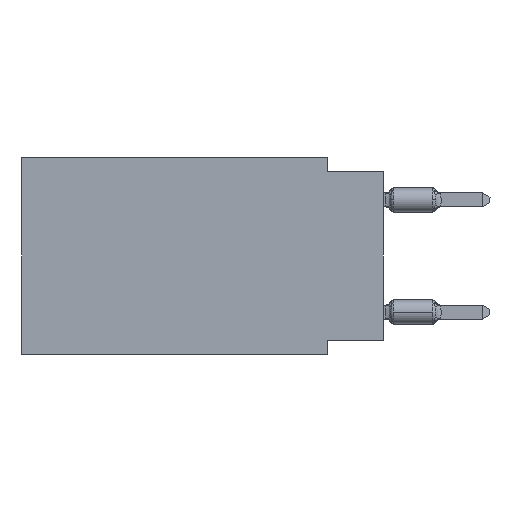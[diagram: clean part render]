
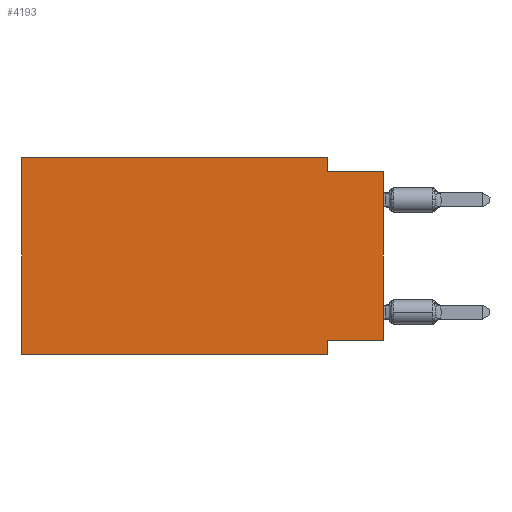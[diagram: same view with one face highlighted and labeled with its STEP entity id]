
A CAD part, left-side view. The second image highlights one B-rep face of the part: STEP entity #4193.
In plain terms, the highlighted planar face has unit normal (-1, 0, 0).
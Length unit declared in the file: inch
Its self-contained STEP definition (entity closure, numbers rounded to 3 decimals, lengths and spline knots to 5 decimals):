
#47 = DIRECTION ( 'NONE',  ( 0., -1., 0. ) ) ;
#739 = EDGE_CURVE ( 'NONE', #13484, #7943, #4487, .T. ) ;
#1125 = EDGE_CURVE ( 'NONE', #12318, #6455, #12033, .T. ) ;
#1195 = VECTOR ( 'NONE', #4594, 39.37008 ) ;
#1416 = LINE ( 'NONE', #1519, #5698 ) ;
#1453 = ORIENTED_EDGE ( 'NONE', *, *, #1125, .F. ) ;
#1464 = VERTEX_POINT ( 'NONE', #16621 ) ;
#1519 = CARTESIAN_POINT ( 'NONE',  ( 0., 0.1, 0. ) ) ;
#2412 = CARTESIAN_POINT ( 'NONE',  ( 0., 0.645, 0. ) ) ;
#2686 = EDGE_CURVE ( 'NONE', #14972, #6455, #7418, .T. ) ;
#2735 = EDGE_CURVE ( 'NONE', #16483, #12318, #1416, .T. ) ;
#3186 = VECTOR ( 'NONE', #10175, 39.37008 ) ;
#3191 = LINE ( 'NONE', #7869, #9720 ) ;
#3464 = ORIENTED_EDGE ( 'NONE', *, *, #2686, .T. ) ;
#4193 = ADVANCED_FACE ( 'NONE', ( #13116 ), #5243, .F. ) ;
#4487 = LINE ( 'NONE', #19918, #1195 ) ;
#4594 = DIRECTION ( 'NONE',  ( 0., -1., 0. ) ) ;
#4831 = CARTESIAN_POINT ( 'NONE',  ( 0., 0.1, -0.35 ) ) ;
#5243 = PLANE ( 'NONE',  #18880 ) ;
#5404 = VECTOR ( 'NONE', #15249, 39.37008 ) ;
#5442 = VECTOR ( 'NONE', #16989, 39.37008 ) ;
#5537 = CARTESIAN_POINT ( 'NONE',  ( 0., 0., -0.325 ) ) ;
#5698 = VECTOR ( 'NONE', #7923, 39.37008 ) ;
#6455 = VERTEX_POINT ( 'NONE', #15638 ) ;
#7418 = LINE ( 'NONE', #14835, #19235 ) ;
#7869 = CARTESIAN_POINT ( 'NONE',  ( 0., 0.645, 0. ) ) ;
#7881 = VERTEX_POINT ( 'NONE', #16947 ) ;
#7923 = DIRECTION ( 'NONE',  ( 0., 0., -1. ) ) ;
#7943 = VERTEX_POINT ( 'NONE', #4831 ) ;
#8024 = VECTOR ( 'NONE', #19177, 39.37008 ) ;
#8303 = CARTESIAN_POINT ( 'NONE',  ( 0., 0.645, -0.35 ) ) ;
#8491 = CARTESIAN_POINT ( 'NONE',  ( 0., 0.1, -0.025 ) ) ;
#9169 = ORIENTED_EDGE ( 'NONE', *, *, #9809, .F. ) ;
#9429 = ORIENTED_EDGE ( 'NONE', *, *, #739, .T. ) ;
#9482 = CARTESIAN_POINT ( 'NONE',  ( 0., 0., -0.325 ) ) ;
#9720 = VECTOR ( 'NONE', #47, 39.37008 ) ;
#9809 = EDGE_CURVE ( 'NONE', #13484, #1464, #14539, .T. ) ;
#10175 = DIRECTION ( 'NONE',  ( 0., 1., 0. ) ) ;
#10830 = CARTESIAN_POINT ( 'NONE',  ( 0., 0., -0.025 ) ) ;
#12033 = LINE ( 'NONE', #10830, #5442 ) ;
#12318 = VERTEX_POINT ( 'NONE', #8491 ) ;
#12370 = EDGE_CURVE ( 'NONE', #14972, #7881, #19361, .T. ) ;
#12389 = ORIENTED_EDGE ( 'NONE', *, *, #13194, .F. ) ;
#13116 = FACE_OUTER_BOUND ( 'NONE', #15547, .T. ) ;
#13123 = CARTESIAN_POINT ( 'NONE',  ( 0., 0.1, 0. ) ) ;
#13160 = LINE ( 'NONE', #14569, #5404 ) ;
#13194 = EDGE_CURVE ( 'NONE', #7881, #7943, #13160, .T. ) ;
#13484 = VERTEX_POINT ( 'NONE', #8303 ) ;
#14539 = LINE ( 'NONE', #2412, #8024 ) ;
#14569 = CARTESIAN_POINT ( 'NONE',  ( 0., 0.1, -0.35 ) ) ;
#14616 = CARTESIAN_POINT ( 'NONE',  ( 0., 0.645, 0. ) ) ;
#14835 = CARTESIAN_POINT ( 'NONE',  ( 0., 0., 0. ) ) ;
#14972 = VERTEX_POINT ( 'NONE', #9482 ) ;
#15249 = DIRECTION ( 'NONE',  ( 0., 0., -1. ) ) ;
#15547 = EDGE_LOOP ( 'NONE', ( #3464, #1453, #18993, #16105, #9169, #9429, #12389, #16049 ) ) ;
#15638 = CARTESIAN_POINT ( 'NONE',  ( 0., 0., -0.025 ) ) ;
#15852 = DIRECTION ( 'NONE',  ( 1., 0., 0. ) ) ;
#16037 = DIRECTION ( 'NONE',  ( 0., 0., -1. ) ) ;
#16049 = ORIENTED_EDGE ( 'NONE', *, *, #12370, .F. ) ;
#16105 = ORIENTED_EDGE ( 'NONE', *, *, #16901, .F. ) ;
#16462 = DIRECTION ( 'NONE',  ( 0., 0., 1. ) ) ;
#16483 = VERTEX_POINT ( 'NONE', #13123 ) ;
#16621 = CARTESIAN_POINT ( 'NONE',  ( 0., 0.645, 0. ) ) ;
#16901 = EDGE_CURVE ( 'NONE', #1464, #16483, #3191, .T. ) ;
#16947 = CARTESIAN_POINT ( 'NONE',  ( 0., 0.1, -0.325 ) ) ;
#16989 = DIRECTION ( 'NONE',  ( 0., -1., 0. ) ) ;
#18880 = AXIS2_PLACEMENT_3D ( 'NONE', #14616, #15852, #16037 ) ;
#18993 = ORIENTED_EDGE ( 'NONE', *, *, #2735, .F. ) ;
#19177 = DIRECTION ( 'NONE',  ( 0., 0., 1. ) ) ;
#19235 = VECTOR ( 'NONE', #16462, 39.37008 ) ;
#19361 = LINE ( 'NONE', #5537, #3186 ) ;
#19918 = CARTESIAN_POINT ( 'NONE',  ( 0., 0.645, -0.35 ) ) ;
